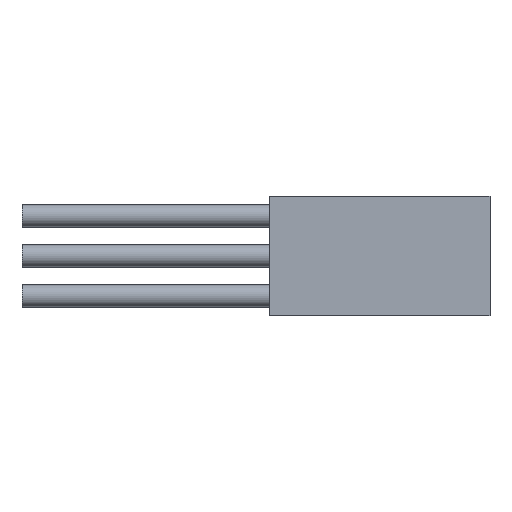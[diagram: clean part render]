
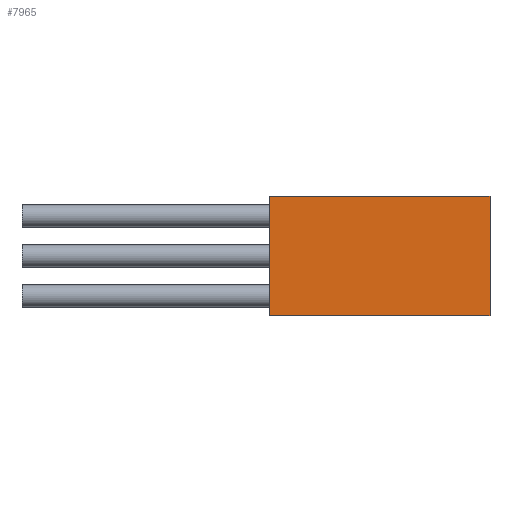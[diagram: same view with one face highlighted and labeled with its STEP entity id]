
A CAD part, top view. The second image highlights one B-rep face of the part: STEP entity #7965.
In plain terms, the highlighted planar face has unit normal (0, 0, 1).
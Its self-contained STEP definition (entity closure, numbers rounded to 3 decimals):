
#6979 = PLANE('',#6980);
#6980 = AXIS2_PLACEMENT_3D('',#6981,#6982,#6983);
#6981 = CARTESIAN_POINT('',(14.,3.8,-1.27));
#6982 = DIRECTION('',(1.,0.,0.));
#6983 = DIRECTION('',(0.,-1.,0.));
#7090 = VERTEX_POINT('',#7091);
#7091 = CARTESIAN_POINT('',(14.,3.8,1.27));
#7105 = PLANE('',#7106);
#7106 = AXIS2_PLACEMENT_3D('',#7107,#7108,#7109);
#7107 = CARTESIAN_POINT('',(0.,3.8,-1.27));
#7108 = DIRECTION('',(0.,1.,0.));
#7109 = DIRECTION('',(1.,0.,0.));
#7117 = EDGE_CURVE('',#7090,#7118,#7120,.T.);
#7118 = VERTEX_POINT('',#7119);
#7119 = CARTESIAN_POINT('',(14.,-3.8,1.27));
#7120 = SURFACE_CURVE('',#7121,(#7125,#7132),.PCURVE_S1.);
#7121 = LINE('',#7122,#7123);
#7122 = CARTESIAN_POINT('',(14.,3.8,1.27));
#7123 = VECTOR('',#7124,1.);
#7124 = DIRECTION('',(0.,-1.,0.));
#7125 = PCURVE('',#6979,#7126);
#7126 = DEFINITIONAL_REPRESENTATION('',(#7127),#7131);
#7127 = LINE('',#7128,#7129);
#7128 = CARTESIAN_POINT('',(0.,-2.54));
#7129 = VECTOR('',#7130,1.);
#7130 = DIRECTION('',(1.,0.));
#7131 = ( GEOMETRIC_REPRESENTATION_CONTEXT(2) 
PARAMETRIC_REPRESENTATION_CONTEXT() REPRESENTATION_CONTEXT('2D SPACE',''
  ) );
#7132 = PCURVE('',#7133,#7138);
#7133 = PLANE('',#7134);
#7134 = AXIS2_PLACEMENT_3D('',#7135,#7136,#7137);
#7135 = CARTESIAN_POINT('',(0.,3.8,1.27));
#7136 = DIRECTION('',(0.,0.,1.));
#7137 = DIRECTION('',(1.,0.,0.));
#7138 = DEFINITIONAL_REPRESENTATION('',(#7139),#7143);
#7139 = LINE('',#7140,#7141);
#7140 = CARTESIAN_POINT('',(14.,0.));
#7141 = VECTOR('',#7142,1.);
#7142 = DIRECTION('',(0.,-1.));
#7143 = ( GEOMETRIC_REPRESENTATION_CONTEXT(2) 
PARAMETRIC_REPRESENTATION_CONTEXT() REPRESENTATION_CONTEXT('2D SPACE',''
  ) );
#7161 = PLANE('',#7162);
#7162 = AXIS2_PLACEMENT_3D('',#7163,#7164,#7165);
#7163 = CARTESIAN_POINT('',(14.,-3.8,-1.27));
#7164 = DIRECTION('',(0.,-1.,0.));
#7165 = DIRECTION('',(-1.,0.,0.));
#7677 = VERTEX_POINT('',#7678);
#7678 = CARTESIAN_POINT('',(0.,3.8,1.27));
#7692 = PLANE('',#7693);
#7693 = AXIS2_PLACEMENT_3D('',#7694,#7695,#7696);
#7694 = CARTESIAN_POINT('',(0.,-3.8,-1.27));
#7695 = DIRECTION('',(-1.,0.,0.));
#7696 = DIRECTION('',(0.,1.,0.));
#7704 = EDGE_CURVE('',#7677,#7090,#7705,.T.);
#7705 = SURFACE_CURVE('',#7706,(#7710,#7717),.PCURVE_S1.);
#7706 = LINE('',#7707,#7708);
#7707 = CARTESIAN_POINT('',(0.,3.8,1.27));
#7708 = VECTOR('',#7709,1.);
#7709 = DIRECTION('',(1.,0.,0.));
#7710 = PCURVE('',#7105,#7711);
#7711 = DEFINITIONAL_REPRESENTATION('',(#7712),#7716);
#7712 = LINE('',#7713,#7714);
#7713 = CARTESIAN_POINT('',(0.,-2.54));
#7714 = VECTOR('',#7715,1.);
#7715 = DIRECTION('',(1.,0.));
#7716 = ( GEOMETRIC_REPRESENTATION_CONTEXT(2) 
PARAMETRIC_REPRESENTATION_CONTEXT() REPRESENTATION_CONTEXT('2D SPACE',''
  ) );
#7717 = PCURVE('',#7133,#7718);
#7718 = DEFINITIONAL_REPRESENTATION('',(#7719),#7723);
#7719 = LINE('',#7720,#7721);
#7720 = CARTESIAN_POINT('',(0.,0.));
#7721 = VECTOR('',#7722,1.);
#7722 = DIRECTION('',(1.,0.));
#7723 = ( GEOMETRIC_REPRESENTATION_CONTEXT(2) 
PARAMETRIC_REPRESENTATION_CONTEXT() REPRESENTATION_CONTEXT('2D SPACE',''
  ) );
#7965 = ADVANCED_FACE('',(#7966),#7133,.T.);
#7966 = FACE_BOUND('',#7967,.F.);
#7967 = EDGE_LOOP('',(#7968,#7969,#7970,#7993));
#7968 = ORIENTED_EDGE('',*,*,#7704,.T.);
#7969 = ORIENTED_EDGE('',*,*,#7117,.T.);
#7970 = ORIENTED_EDGE('',*,*,#7971,.T.);
#7971 = EDGE_CURVE('',#7118,#7972,#7974,.T.);
#7972 = VERTEX_POINT('',#7973);
#7973 = CARTESIAN_POINT('',(0.,-3.8,1.27));
#7974 = SURFACE_CURVE('',#7975,(#7979,#7986),.PCURVE_S1.);
#7975 = LINE('',#7976,#7977);
#7976 = CARTESIAN_POINT('',(14.,-3.8,1.27));
#7977 = VECTOR('',#7978,1.);
#7978 = DIRECTION('',(-1.,0.,0.));
#7979 = PCURVE('',#7133,#7980);
#7980 = DEFINITIONAL_REPRESENTATION('',(#7981),#7985);
#7981 = LINE('',#7982,#7983);
#7982 = CARTESIAN_POINT('',(14.,-7.6));
#7983 = VECTOR('',#7984,1.);
#7984 = DIRECTION('',(-1.,0.));
#7985 = ( GEOMETRIC_REPRESENTATION_CONTEXT(2) 
PARAMETRIC_REPRESENTATION_CONTEXT() REPRESENTATION_CONTEXT('2D SPACE',''
  ) );
#7986 = PCURVE('',#7161,#7987);
#7987 = DEFINITIONAL_REPRESENTATION('',(#7988),#7992);
#7988 = LINE('',#7989,#7990);
#7989 = CARTESIAN_POINT('',(0.,-2.54));
#7990 = VECTOR('',#7991,1.);
#7991 = DIRECTION('',(1.,0.));
#7992 = ( GEOMETRIC_REPRESENTATION_CONTEXT(2) 
PARAMETRIC_REPRESENTATION_CONTEXT() REPRESENTATION_CONTEXT('2D SPACE',''
  ) );
#7993 = ORIENTED_EDGE('',*,*,#7994,.T.);
#7994 = EDGE_CURVE('',#7972,#7677,#7995,.T.);
#7995 = SURFACE_CURVE('',#7996,(#8000,#8007),.PCURVE_S1.);
#7996 = LINE('',#7997,#7998);
#7997 = CARTESIAN_POINT('',(0.,-3.8,1.27));
#7998 = VECTOR('',#7999,1.);
#7999 = DIRECTION('',(0.,1.,0.));
#8000 = PCURVE('',#7133,#8001);
#8001 = DEFINITIONAL_REPRESENTATION('',(#8002),#8006);
#8002 = LINE('',#8003,#8004);
#8003 = CARTESIAN_POINT('',(0.,-7.6));
#8004 = VECTOR('',#8005,1.);
#8005 = DIRECTION('',(0.,1.));
#8006 = ( GEOMETRIC_REPRESENTATION_CONTEXT(2) 
PARAMETRIC_REPRESENTATION_CONTEXT() REPRESENTATION_CONTEXT('2D SPACE',''
  ) );
#8007 = PCURVE('',#7692,#8008);
#8008 = DEFINITIONAL_REPRESENTATION('',(#8009),#8013);
#8009 = LINE('',#8010,#8011);
#8010 = CARTESIAN_POINT('',(0.,-2.54));
#8011 = VECTOR('',#8012,1.);
#8012 = DIRECTION('',(1.,0.));
#8013 = ( GEOMETRIC_REPRESENTATION_CONTEXT(2) 
PARAMETRIC_REPRESENTATION_CONTEXT() REPRESENTATION_CONTEXT('2D SPACE',''
  ) );
